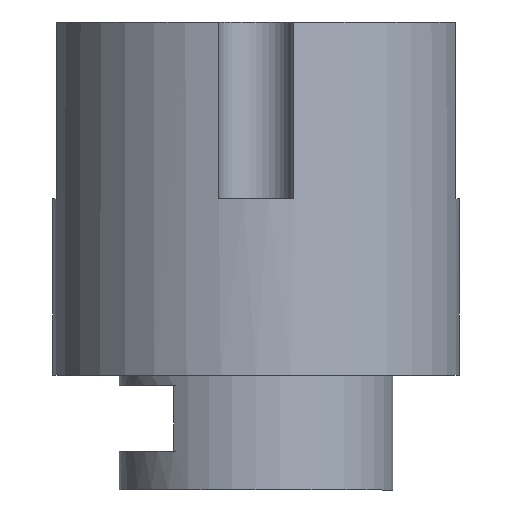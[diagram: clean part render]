
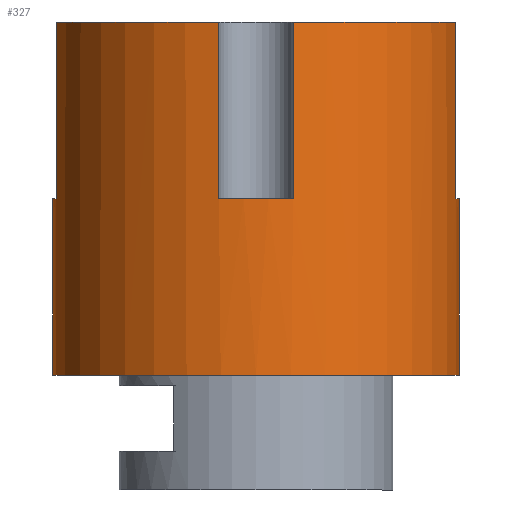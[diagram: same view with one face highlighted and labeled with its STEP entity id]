
A CAD part, front view. The second image highlights one B-rep face of the part: STEP entity #327.
In plain terms, the highlighted cylindrical face has radius 23 mm (diameter 46 mm), a partial arc.
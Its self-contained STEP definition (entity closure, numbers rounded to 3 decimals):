
#8 = LINE ( 'NONE', #754, #426 ) ;
#40 = CIRCLE ( 'NONE', #311, 23. ) ;
#118 = DIRECTION ( 'NONE',  ( 0., 0., 1. ) ) ;
#163 = LINE ( 'NONE', #909, #1790 ) ;
#174 = ORIENTED_EDGE ( 'NONE', *, *, #1801, .T. ) ;
#209 = ORIENTED_EDGE ( 'NONE', *, *, #859, .F. ) ;
#221 = DIRECTION ( 'NONE',  ( 0., 0., -1. ) ) ;
#242 = VERTEX_POINT ( 'NONE', #2253 ) ;
#265 = ORIENTED_EDGE ( 'NONE', *, *, #667, .T. ) ;
#293 = CARTESIAN_POINT ( 'NONE',  ( -23., 0., 15. ) ) ;
#299 = EDGE_CURVE ( 'NONE', #1789, #1067, #40, .T. ) ;
#311 = AXIS2_PLACEMENT_3D ( 'NONE', #818, #2283, #1362 ) ;
#317 = CARTESIAN_POINT ( 'NONE',  ( 0., 0., 15. ) ) ;
#327 = ADVANCED_FACE ( 'NONE', ( #2185 ), #2173, .T. ) ;
#355 = CARTESIAN_POINT ( 'NONE',  ( -22.613, -4.2, 55. ) ) ;
#400 = CARTESIAN_POINT ( 'NONE',  ( -23., 0., 35. ) ) ;
#426 = VECTOR ( 'NONE', #1673, 1000. ) ;
#462 = VERTEX_POINT ( 'NONE', #1491 ) ;
#486 = EDGE_CURVE ( 'NONE', #534, #242, #2268, .T. ) ;
#494 = ORIENTED_EDGE ( 'NONE', *, *, #951, .T. ) ;
#512 = VECTOR ( 'NONE', #1285, 1000. ) ;
#534 = VERTEX_POINT ( 'NONE', #1539 ) ;
#542 = ORIENTED_EDGE ( 'NONE', *, *, #697, .F. ) ;
#561 = DIRECTION ( 'NONE',  ( 0., 0., 1. ) ) ;
#589 = AXIS2_PLACEMENT_3D ( 'NONE', #1782, #1097, #2353 ) ;
#657 = AXIS2_PLACEMENT_3D ( 'NONE', #1093, #1858, #1682 ) ;
#667 = EDGE_CURVE ( 'NONE', #1789, #1574, #953, .T. ) ;
#692 = VERTEX_POINT ( 'NONE', #1531 ) ;
#697 = EDGE_CURVE ( 'NONE', #1344, #534, #2060, .T. ) ;
#699 = VECTOR ( 'NONE', #1129, 1000. ) ;
#711 = CARTESIAN_POINT ( 'NONE',  ( 23., 0., 35. ) ) ;
#714 = CARTESIAN_POINT ( 'NONE',  ( 22.613, -4.2, 35. ) ) ;
#754 = CARTESIAN_POINT ( 'NONE',  ( 22.613, -4.2, 55. ) ) ;
#802 = CARTESIAN_POINT ( 'NONE',  ( 23., 0., 35. ) ) ;
#818 = CARTESIAN_POINT ( 'NONE',  ( 0., 0., 35. ) ) ;
#842 = VERTEX_POINT ( 'NONE', #2199 ) ;
#859 = EDGE_CURVE ( 'NONE', #692, #1968, #8, .T. ) ;
#860 = DIRECTION ( 'NONE',  ( 1., 0., 0. ) ) ;
#908 = CARTESIAN_POINT ( 'NONE',  ( 0., 0., 35. ) ) ;
#909 = CARTESIAN_POINT ( 'NONE',  ( 4.2, -22.613, 55. ) ) ;
#951 = EDGE_CURVE ( 'NONE', #2342, #1067, #1070, .T. ) ;
#953 = LINE ( 'NONE', #400, #699 ) ;
#984 = CARTESIAN_POINT ( 'NONE',  ( -22.613, -4.2, 55. ) ) ;
#1027 = ORIENTED_EDGE ( 'NONE', *, *, #1174, .F. ) ;
#1067 = VERTEX_POINT ( 'NONE', #1741 ) ;
#1070 = LINE ( 'NONE', #355, #2335 ) ;
#1093 = CARTESIAN_POINT ( 'NONE',  ( 0., 0., 35. ) ) ;
#1097 = DIRECTION ( 'NONE',  ( 0., 0., 1. ) ) ;
#1129 = DIRECTION ( 'NONE',  ( 0., 0., -1. ) ) ;
#1154 = EDGE_CURVE ( 'NONE', #2347, #462, #1430, .T. ) ;
#1174 = EDGE_CURVE ( 'NONE', #2342, #1344, #1776, .T. ) ;
#1179 = ORIENTED_EDGE ( 'NONE', *, *, #2009, .F. ) ;
#1215 = EDGE_LOOP ( 'NONE', ( #1562, #1179, #209, #2051, #174, #2322, #542, #1027, #494, #1646, #265, #1659 ) ) ;
#1224 = DIRECTION ( 'NONE',  ( 1., 0., 0. ) ) ;
#1273 = DIRECTION ( 'NONE',  ( 1., 0., 0. ) ) ;
#1285 = DIRECTION ( 'NONE',  ( 0., 0., -1. ) ) ;
#1315 = VECTOR ( 'NONE', #221, 1000. ) ;
#1344 = VERTEX_POINT ( 'NONE', #1518 ) ;
#1362 = DIRECTION ( 'NONE',  ( 1., 0., 0. ) ) ;
#1424 = DIRECTION ( 'NONE',  ( -1., 0., 0. ) ) ;
#1430 = LINE ( 'NONE', #711, #512 ) ;
#1464 = AXIS2_PLACEMENT_3D ( 'NONE', #2345, #2359, #1424 ) ;
#1491 = CARTESIAN_POINT ( 'NONE',  ( 23., 0., 15. ) ) ;
#1518 = CARTESIAN_POINT ( 'NONE',  ( -4.2, -22.613, 55. ) ) ;
#1531 = CARTESIAN_POINT ( 'NONE',  ( 22.613, -4.2, 55. ) ) ;
#1539 = CARTESIAN_POINT ( 'NONE',  ( -4.2, -22.613, 35. ) ) ;
#1562 = ORIENTED_EDGE ( 'NONE', *, *, #1154, .F. ) ;
#1574 = VERTEX_POINT ( 'NONE', #293 ) ;
#1595 = DIRECTION ( 'NONE',  ( 0., 0., 1. ) ) ;
#1630 = EDGE_CURVE ( 'NONE', #1574, #462, #2247, .T. ) ;
#1633 = DIRECTION ( 'NONE',  ( 0., 0., -1. ) ) ;
#1646 = ORIENTED_EDGE ( 'NONE', *, *, #299, .F. ) ;
#1659 = ORIENTED_EDGE ( 'NONE', *, *, #1630, .T. ) ;
#1673 = DIRECTION ( 'NONE',  ( 0., 0., -1. ) ) ;
#1682 = DIRECTION ( 'NONE',  ( 1., 0., 0. ) ) ;
#1707 = AXIS2_PLACEMENT_3D ( 'NONE', #2373, #561, #1273 ) ;
#1741 = CARTESIAN_POINT ( 'NONE',  ( -22.613, -4.2, 35. ) ) ;
#1776 = CIRCLE ( 'NONE', #1707, 23. ) ;
#1782 = CARTESIAN_POINT ( 'NONE',  ( 0., 0., 55. ) ) ;
#1789 = VERTEX_POINT ( 'NONE', #2014 ) ;
#1790 = VECTOR ( 'NONE', #1633, 1000. ) ;
#1801 = EDGE_CURVE ( 'NONE', #842, #242, #163, .T. ) ;
#1816 = AXIS2_PLACEMENT_3D ( 'NONE', #317, #1595, #1224 ) ;
#1858 = DIRECTION ( 'NONE',  ( 0., 0., 1. ) ) ;
#1964 = EDGE_CURVE ( 'NONE', #842, #692, #2127, .T. ) ;
#1968 = VERTEX_POINT ( 'NONE', #714 ) ;
#1972 = DIRECTION ( 'NONE',  ( 0., 0., -1. ) ) ;
#2009 = EDGE_CURVE ( 'NONE', #1968, #2347, #2349, .T. ) ;
#2014 = CARTESIAN_POINT ( 'NONE',  ( -23., 0., 35. ) ) ;
#2051 = ORIENTED_EDGE ( 'NONE', *, *, #1964, .F. ) ;
#2060 = LINE ( 'NONE', #2207, #1315 ) ;
#2127 = CIRCLE ( 'NONE', #589, 23. ) ;
#2154 = AXIS2_PLACEMENT_3D ( 'NONE', #908, #118, #860 ) ;
#2173 = CYLINDRICAL_SURFACE ( 'NONE', #1464, 23. ) ;
#2185 = FACE_OUTER_BOUND ( 'NONE', #1215, .T. ) ;
#2199 = CARTESIAN_POINT ( 'NONE',  ( 4.2, -22.613, 55. ) ) ;
#2207 = CARTESIAN_POINT ( 'NONE',  ( -4.2, -22.613, 55. ) ) ;
#2247 = CIRCLE ( 'NONE', #1816, 23. ) ;
#2253 = CARTESIAN_POINT ( 'NONE',  ( 4.2, -22.613, 35. ) ) ;
#2268 = CIRCLE ( 'NONE', #657, 23. ) ;
#2283 = DIRECTION ( 'NONE',  ( 0., 0., 1. ) ) ;
#2322 = ORIENTED_EDGE ( 'NONE', *, *, #486, .F. ) ;
#2335 = VECTOR ( 'NONE', #1972, 1000. ) ;
#2342 = VERTEX_POINT ( 'NONE', #984 ) ;
#2345 = CARTESIAN_POINT ( 'NONE',  ( 0., 0., 35. ) ) ;
#2347 = VERTEX_POINT ( 'NONE', #802 ) ;
#2349 = CIRCLE ( 'NONE', #2154, 23. ) ;
#2353 = DIRECTION ( 'NONE',  ( 1., 0., 0. ) ) ;
#2359 = DIRECTION ( 'NONE',  ( 0., 0., -1. ) ) ;
#2373 = CARTESIAN_POINT ( 'NONE',  ( 0., 0., 55. ) ) ;
